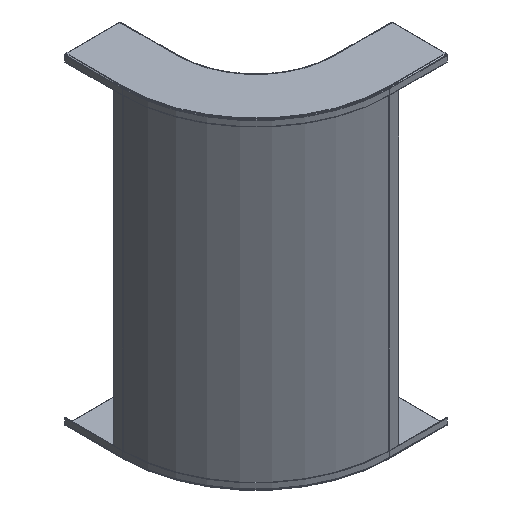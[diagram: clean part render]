
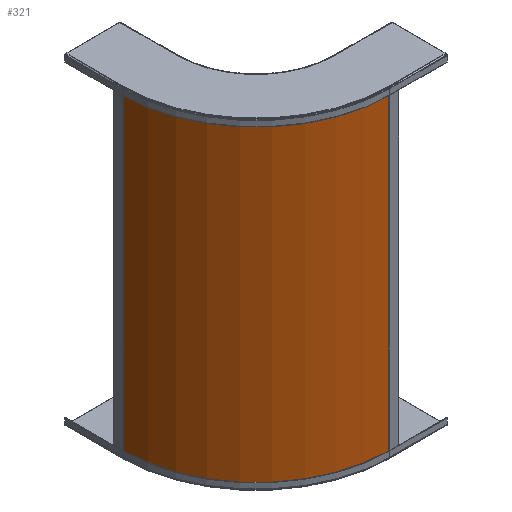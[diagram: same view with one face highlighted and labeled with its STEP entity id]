
A CAD part, isometric view. The second image highlights one B-rep face of the part: STEP entity #321.
In plain terms, the highlighted cylindrical face has radius 207.75 mm (diameter 415.5 mm), a partial arc.
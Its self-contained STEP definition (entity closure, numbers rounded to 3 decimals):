
#13 = CARTESIAN_POINT ( 'NONE',  ( 207.75, -15., -250.75 ) ) ;
#48 = EDGE_CURVE ( 'NONE', #459, #580, #1097, .T. ) ;
#49 = AXIS2_PLACEMENT_3D ( 'NONE', #538, #1439, #732 ) ;
#132 = EDGE_CURVE ( 'NONE', #459, #1450, #1280, .T. ) ;
#137 = DIRECTION ( 'NONE',  ( 1., 0., 0. ) ) ;
#148 = DIRECTION ( 'NONE',  ( 0., 0., -1. ) ) ;
#156 = DIRECTION ( 'NONE',  ( 0., 0., -1. ) ) ;
#277 = DIRECTION ( 'NONE',  ( -1., 0., 0. ) ) ;
#289 = CIRCLE ( 'NONE', #933, 207.75 ) ;
#321 = ADVANCED_FACE ( 'NONE', ( #1058 ), #1338, .T. ) ;
#327 = CARTESIAN_POINT ( 'NONE',  ( 0., -15., 250.75 ) ) ;
#365 = CARTESIAN_POINT ( 'NONE',  ( 207.75, -222.75, 250.75 ) ) ;
#373 = ORIENTED_EDGE ( 'NONE', *, *, #1567, .F. ) ;
#407 = EDGE_CURVE ( 'NONE', #580, #564, #289, .T. ) ;
#450 = VECTOR ( 'NONE', #1304, 1000. ) ;
#459 = VERTEX_POINT ( 'NONE', #931 ) ;
#538 = CARTESIAN_POINT ( 'NONE',  ( 207.75, -15., 250.75 ) ) ;
#564 = VERTEX_POINT ( 'NONE', #1283 ) ;
#580 = VERTEX_POINT ( 'NONE', #738 ) ;
#695 = ORIENTED_EDGE ( 'NONE', *, *, #407, .T. ) ;
#732 = DIRECTION ( 'NONE',  ( 1., 0., 0. ) ) ;
#738 = CARTESIAN_POINT ( 'NONE',  ( 0., -15., -250.75 ) ) ;
#752 = LINE ( 'NONE', #1264, #1037 ) ;
#757 = AXIS2_PLACEMENT_3D ( 'NONE', #1259, #148, #277 ) ;
#890 = ORIENTED_EDGE ( 'NONE', *, *, #48, .T. ) ;
#901 = DIRECTION ( 'NONE',  ( 0., 0., 1. ) ) ;
#931 = CARTESIAN_POINT ( 'NONE',  ( 0., -15., 250.75 ) ) ;
#933 = AXIS2_PLACEMENT_3D ( 'NONE', #13, #901, #137 ) ;
#1037 = VECTOR ( 'NONE', #156, 1000. ) ;
#1058 = FACE_OUTER_BOUND ( 'NONE', #1562, .T. ) ;
#1097 = LINE ( 'NONE', #327, #450 ) ;
#1259 = CARTESIAN_POINT ( 'NONE',  ( 207.75, -15., 250.75 ) ) ;
#1264 = CARTESIAN_POINT ( 'NONE',  ( 207.75, -222.75, 250.75 ) ) ;
#1280 = CIRCLE ( 'NONE', #49, 207.75 ) ;
#1283 = CARTESIAN_POINT ( 'NONE',  ( 207.75, -222.75, -250.75 ) ) ;
#1304 = DIRECTION ( 'NONE',  ( 0., 0., -1. ) ) ;
#1338 = CYLINDRICAL_SURFACE ( 'NONE', #757, 207.75 ) ;
#1439 = DIRECTION ( 'NONE',  ( 0., 0., 1. ) ) ;
#1450 = VERTEX_POINT ( 'NONE', #365 ) ;
#1538 = ORIENTED_EDGE ( 'NONE', *, *, #132, .F. ) ;
#1562 = EDGE_LOOP ( 'NONE', ( #695, #373, #1538, #890 ) ) ;
#1567 = EDGE_CURVE ( 'NONE', #1450, #564, #752, .T. ) ;
